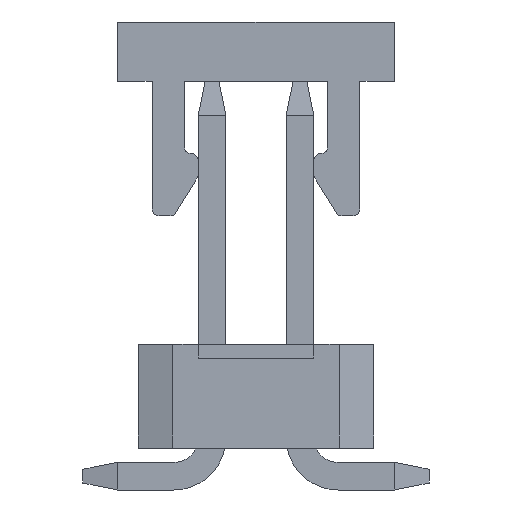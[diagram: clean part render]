
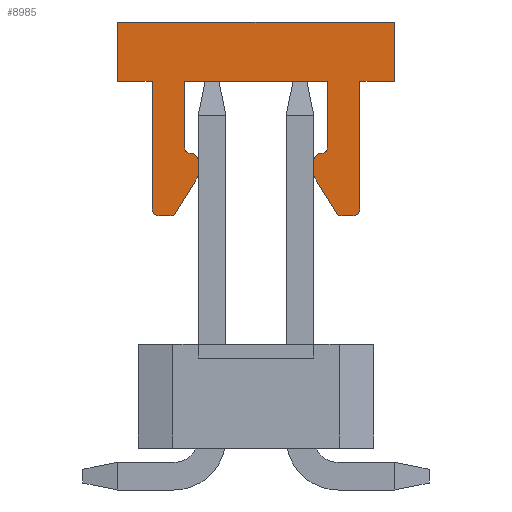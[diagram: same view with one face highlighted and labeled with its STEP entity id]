
A CAD part, left-side view. The second image highlights one B-rep face of the part: STEP entity #8985.
In plain terms, the highlighted face is planar.
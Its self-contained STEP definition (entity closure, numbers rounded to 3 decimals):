
#22=CIRCLE('',#9442,0.1);
#24=CIRCLE('',#9446,0.1);
#26=CIRCLE('',#9450,0.1);
#28=CIRCLE('',#9454,0.1);
#30=CIRCLE('',#9457,0.1);
#32=CIRCLE('',#9463,0.1);
#34=CIRCLE('',#9466,0.1);
#36=CIRCLE('',#9470,0.1);
#38=CIRCLE('',#9474,0.1);
#40=CIRCLE('',#9478,0.1);
#2634=ORIENTED_EDGE('',*,*,#3798,.F.);
#2635=ORIENTED_EDGE('',*,*,#3874,.F.);
#2636=ORIENTED_EDGE('',*,*,#3871,.F.);
#2637=ORIENTED_EDGE('',*,*,#3868,.F.);
#2638=ORIENTED_EDGE('',*,*,#3865,.F.);
#2639=ORIENTED_EDGE('',*,*,#3862,.F.);
#2640=ORIENTED_EDGE('',*,*,#3859,.F.);
#2641=ORIENTED_EDGE('',*,*,#3856,.F.);
#2642=ORIENTED_EDGE('',*,*,#3853,.F.);
#2643=ORIENTED_EDGE('',*,*,#3850,.F.);
#2644=ORIENTED_EDGE('',*,*,#3847,.F.);
#2645=ORIENTED_EDGE('',*,*,#3844,.F.);
#2646=ORIENTED_EDGE('',*,*,#3841,.F.);
#2647=ORIENTED_EDGE('',*,*,#3838,.F.);
#2648=ORIENTED_EDGE('',*,*,#3835,.F.);
#2649=ORIENTED_EDGE('',*,*,#3832,.F.);
#2650=ORIENTED_EDGE('',*,*,#3829,.F.);
#2651=ORIENTED_EDGE('',*,*,#3826,.F.);
#2652=ORIENTED_EDGE('',*,*,#3823,.F.);
#2653=ORIENTED_EDGE('',*,*,#3820,.F.);
#2654=ORIENTED_EDGE('',*,*,#3817,.F.);
#2655=ORIENTED_EDGE('',*,*,#3814,.F.);
#2656=ORIENTED_EDGE('',*,*,#3811,.F.);
#2657=ORIENTED_EDGE('',*,*,#3808,.F.);
#2658=ORIENTED_EDGE('',*,*,#3805,.F.);
#2659=ORIENTED_EDGE('',*,*,#3802,.F.);
#3798=EDGE_CURVE('',#4632,#4633,#5818,.T.);
#3802=EDGE_CURVE('',#4633,#4636,#5822,.T.);
#3805=EDGE_CURVE('',#4636,#4638,#5825,.T.);
#3808=EDGE_CURVE('',#4638,#4640,#22,.T.);
#3811=EDGE_CURVE('',#4640,#4642,#5829,.T.);
#3814=EDGE_CURVE('',#4642,#4644,#24,.T.);
#3817=EDGE_CURVE('',#4644,#4646,#5833,.T.);
#3820=EDGE_CURVE('',#4646,#4648,#26,.T.);
#3823=EDGE_CURVE('',#4648,#4650,#5837,.T.);
#3826=EDGE_CURVE('',#4650,#4652,#28,.T.);
#3829=EDGE_CURVE('',#4652,#4654,#30,.T.);
#3832=EDGE_CURVE('',#4654,#4656,#5842,.T.);
#3835=EDGE_CURVE('',#4656,#4658,#5845,.T.);
#3838=EDGE_CURVE('',#4658,#4660,#5848,.T.);
#3841=EDGE_CURVE('',#4660,#4662,#32,.T.);
#3844=EDGE_CURVE('',#4662,#4664,#34,.T.);
#3847=EDGE_CURVE('',#4664,#4666,#5853,.T.);
#3850=EDGE_CURVE('',#4666,#4668,#36,.T.);
#3853=EDGE_CURVE('',#4668,#4670,#5857,.T.);
#3856=EDGE_CURVE('',#4670,#4672,#38,.T.);
#3859=EDGE_CURVE('',#4672,#4674,#5861,.T.);
#3862=EDGE_CURVE('',#4674,#4676,#40,.T.);
#3865=EDGE_CURVE('',#4676,#4678,#5865,.T.);
#3868=EDGE_CURVE('',#4678,#4680,#5868,.T.);
#3871=EDGE_CURVE('',#4680,#4682,#5871,.T.);
#3874=EDGE_CURVE('',#4682,#4632,#5874,.T.);
#4632=VERTEX_POINT('',#14022);
#4633=VERTEX_POINT('',#14023);
#4636=VERTEX_POINT('',#14031);
#4638=VERTEX_POINT('',#14037);
#4640=VERTEX_POINT('',#14043);
#4642=VERTEX_POINT('',#14049);
#4644=VERTEX_POINT('',#14055);
#4646=VERTEX_POINT('',#14061);
#4648=VERTEX_POINT('',#14067);
#4650=VERTEX_POINT('',#14073);
#4652=VERTEX_POINT('',#14079);
#4654=VERTEX_POINT('',#14085);
#4656=VERTEX_POINT('',#14091);
#4658=VERTEX_POINT('',#14097);
#4660=VERTEX_POINT('',#14103);
#4662=VERTEX_POINT('',#14109);
#4664=VERTEX_POINT('',#14115);
#4666=VERTEX_POINT('',#14121);
#4668=VERTEX_POINT('',#14127);
#4670=VERTEX_POINT('',#14133);
#4672=VERTEX_POINT('',#14139);
#4674=VERTEX_POINT('',#14145);
#4676=VERTEX_POINT('',#14151);
#4678=VERTEX_POINT('',#14157);
#4680=VERTEX_POINT('',#14163);
#4682=VERTEX_POINT('',#14169);
#5818=LINE('',#14021,#7010);
#5822=LINE('',#14030,#7014);
#5825=LINE('',#14036,#7017);
#5829=LINE('',#14048,#7021);
#5833=LINE('',#14060,#7025);
#5837=LINE('',#14072,#7029);
#5842=LINE('',#14090,#7034);
#5845=LINE('',#14096,#7037);
#5848=LINE('',#14102,#7040);
#5853=LINE('',#14120,#7045);
#5857=LINE('',#14132,#7049);
#5861=LINE('',#14144,#7053);
#5865=LINE('',#14156,#7057);
#5868=LINE('',#14162,#7060);
#5871=LINE('',#14168,#7063);
#5874=LINE('',#14174,#7066);
#7010=VECTOR('',#11488,1000.);
#7014=VECTOR('',#11494,1000.);
#7017=VECTOR('',#11499,1000.);
#7021=VECTOR('',#11511,1000.);
#7025=VECTOR('',#11523,1000.);
#7029=VECTOR('',#11535,1000.);
#7034=VECTOR('',#11554,1000.);
#7037=VECTOR('',#11559,1000.);
#7040=VECTOR('',#11564,1000.);
#7045=VECTOR('',#11583,1000.);
#7049=VECTOR('',#11595,1000.);
#7053=VECTOR('',#11607,1000.);
#7057=VECTOR('',#11619,1000.);
#7060=VECTOR('',#11624,1000.);
#7063=VECTOR('',#11629,1000.);
#7066=VECTOR('',#11634,1000.);
#7599=EDGE_LOOP('',(#2634,#2635,#2636,#2637,#2638,#2639,#2640,#2641,#2642,
#2643,#2644,#2645,#2646,#2647,#2648,#2649,#2650,#2651,#2652,#2653,#2654,
#2655,#2656,#2657,#2658,#2659));
#8131=FACE_BOUND('',#7599,.T.);
#8552=PLANE('',#9485);
#8985=ADVANCED_FACE('',(#8131),#8552,.F.);
#9442=AXIS2_PLACEMENT_3D('',#14042,#11504,#11505);
#9446=AXIS2_PLACEMENT_3D('',#14054,#11516,#11517);
#9450=AXIS2_PLACEMENT_3D('',#14066,#11528,#11529);
#9454=AXIS2_PLACEMENT_3D('',#14078,#11540,#11541);
#9457=AXIS2_PLACEMENT_3D('',#14084,#11547,#11548);
#9463=AXIS2_PLACEMENT_3D('',#14108,#11569,#11570);
#9466=AXIS2_PLACEMENT_3D('',#14114,#11576,#11577);
#9470=AXIS2_PLACEMENT_3D('',#14126,#11588,#11589);
#9474=AXIS2_PLACEMENT_3D('',#14138,#11600,#11601);
#9478=AXIS2_PLACEMENT_3D('',#14150,#11612,#11613);
#9485=AXIS2_PLACEMENT_3D('',#14177,#11638,#11639);
#11488=DIRECTION('',(0.,0.,-1.));
#11494=DIRECTION('',(1.,0.,0.));
#11499=DIRECTION('',(0.,0.,-1.));
#11504=DIRECTION('',(0.,-1.,0.));
#11505=DIRECTION('',(1.,0.,0.));
#11511=DIRECTION('',(1.,0.,0.));
#11516=DIRECTION('',(0.,-1.,0.));
#11517=DIRECTION('',(1.,0.,0.));
#11523=DIRECTION('',(0.524,0.,0.852));
#11528=DIRECTION('',(0.,-1.,0.));
#11529=DIRECTION('',(-1.,0.,0.));
#11535=DIRECTION('',(0.,0.,1.));
#11540=DIRECTION('',(0.,-1.,0.));
#11541=DIRECTION('',(-1.,0.,0.));
#11547=DIRECTION('',(0.,1.,0.));
#11548=DIRECTION('',(1.,0.,0.));
#11554=DIRECTION('',(0.,0.,1.));
#11559=DIRECTION('',(1.,0.,0.));
#11564=DIRECTION('',(0.,0.,-1.));
#11569=DIRECTION('',(0.,1.,0.));
#11570=DIRECTION('',(1.,0.,0.));
#11576=DIRECTION('',(0.,-1.,0.));
#11577=DIRECTION('',(1.,0.,0.));
#11583=DIRECTION('',(0.,0.,-1.));
#11588=DIRECTION('',(0.,-1.,0.));
#11589=DIRECTION('',(1.,0.,0.));
#11595=DIRECTION('',(0.524,0.,-0.852));
#11600=DIRECTION('',(0.,-1.,0.));
#11601=DIRECTION('',(1.,0.,0.));
#11607=DIRECTION('',(1.,0.,0.));
#11612=DIRECTION('',(0.,-1.,0.));
#11613=DIRECTION('',(-1.,0.,0.));
#11619=DIRECTION('',(0.,0.,1.));
#11624=DIRECTION('',(1.,0.,0.));
#11629=DIRECTION('',(0.,0.,1.));
#11634=DIRECTION('',(-1.,0.,0.));
#11638=DIRECTION('',(0.,-1.,0.));
#11639=DIRECTION('',(0.,0.,-1.));
#14021=CARTESIAN_POINT('',(-2.,2.5,1.777));
#14022=CARTESIAN_POINT('',(-2.,2.5,1.777));
#14023=CARTESIAN_POINT('',(-2.,2.5,0.923));
#14030=CARTESIAN_POINT('',(-2.,2.5,0.923));
#14031=CARTESIAN_POINT('',(-1.5,2.5,0.923));
#14036=CARTESIAN_POINT('',(-1.5,2.5,0.923));
#14037=CARTESIAN_POINT('',(-1.5,2.5,-0.923));
#14042=CARTESIAN_POINT('',(-1.4,2.5,-0.923));
#14043=CARTESIAN_POINT('',(-1.4,2.5,-1.023));
#14048=CARTESIAN_POINT('',(-1.4,2.5,-1.023));
#14049=CARTESIAN_POINT('',(-1.243,2.5,-1.023));
#14054=CARTESIAN_POINT('',(-1.243,2.5,-0.923));
#14055=CARTESIAN_POINT('',(-1.157,2.5,-0.976));
#14060=CARTESIAN_POINT('',(-1.157,2.5,-0.976));
#14061=CARTESIAN_POINT('',(-0.85,2.5,-0.476));
#14066=CARTESIAN_POINT('',(-0.935,2.5,-0.423));
#14067=CARTESIAN_POINT('',(-0.835,2.5,-0.423));
#14072=CARTESIAN_POINT('',(-0.835,2.5,-0.423));
#14073=CARTESIAN_POINT('',(-0.835,2.5,-0.223));
#14078=CARTESIAN_POINT('',(-0.935,2.5,-0.223));
#14079=CARTESIAN_POINT('',(-0.935,2.5,-0.123));
#14084=CARTESIAN_POINT('',(-0.935,2.5,-0.023));
#14085=CARTESIAN_POINT('',(-1.035,2.5,-0.023));
#14090=CARTESIAN_POINT('',(-1.035,2.5,-0.023));
#14091=CARTESIAN_POINT('',(-1.035,2.5,0.923));
#14096=CARTESIAN_POINT('',(-1.035,2.5,0.923));
#14097=CARTESIAN_POINT('',(1.035,2.5,0.923));
#14102=CARTESIAN_POINT('',(1.035,2.5,-0.023));
#14103=CARTESIAN_POINT('',(1.035,2.5,-0.023));
#14108=CARTESIAN_POINT('',(0.935,2.5,-0.023));
#14109=CARTESIAN_POINT('',(0.935,2.5,-0.123));
#14114=CARTESIAN_POINT('',(0.935,2.5,-0.223));
#14115=CARTESIAN_POINT('',(0.835,2.5,-0.223));
#14120=CARTESIAN_POINT('',(0.835,2.5,-0.423));
#14121=CARTESIAN_POINT('',(0.835,2.5,-0.423));
#14126=CARTESIAN_POINT('',(0.935,2.5,-0.423));
#14127=CARTESIAN_POINT('',(0.85,2.5,-0.476));
#14132=CARTESIAN_POINT('',(1.157,2.5,-0.976));
#14133=CARTESIAN_POINT('',(1.157,2.5,-0.976));
#14138=CARTESIAN_POINT('',(1.243,2.5,-0.923));
#14139=CARTESIAN_POINT('',(1.243,2.5,-1.023));
#14144=CARTESIAN_POINT('',(1.4,2.5,-1.023));
#14145=CARTESIAN_POINT('',(1.4,2.5,-1.023));
#14150=CARTESIAN_POINT('',(1.4,2.5,-0.923));
#14151=CARTESIAN_POINT('',(1.5,2.5,-0.923));
#14156=CARTESIAN_POINT('',(1.5,2.5,0.923));
#14157=CARTESIAN_POINT('',(1.5,2.5,0.923));
#14162=CARTESIAN_POINT('',(2.,2.5,0.923));
#14163=CARTESIAN_POINT('',(2.,2.5,0.923));
#14168=CARTESIAN_POINT('',(2.,2.5,1.777));
#14169=CARTESIAN_POINT('',(2.,2.5,1.777));
#14174=CARTESIAN_POINT('',(2.,2.5,1.777));
#14177=CARTESIAN_POINT('',(-1.4,2.5,-0.923));
